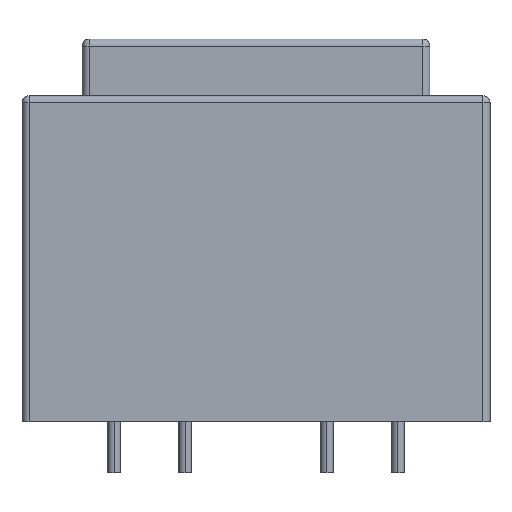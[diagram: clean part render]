
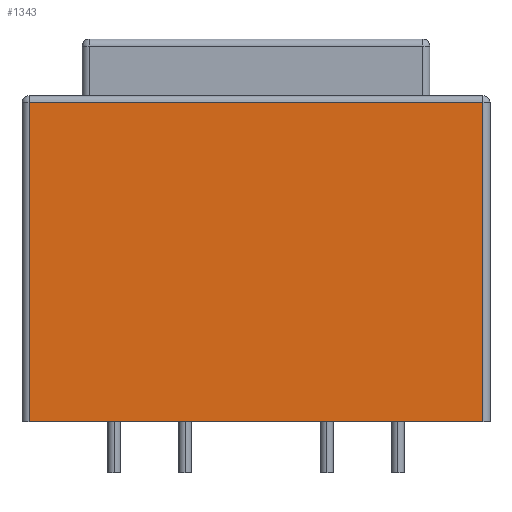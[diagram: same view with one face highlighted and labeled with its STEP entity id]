
A CAD part, left-side view. The second image highlights one B-rep face of the part: STEP entity #1343.
In plain terms, the highlighted planar face has unit normal (-1, 0, 0).
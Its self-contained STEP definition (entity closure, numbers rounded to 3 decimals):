
#978=CARTESIAN_POINT('',(-14.0,-16.0,22.5));
#979=VERTEX_POINT('',#978);
#1004=CARTESIAN_POINT('',(-14.0,16.,22.5));
#1005=VERTEX_POINT('',#1004);
#1045=CARTESIAN_POINT('',(-14.0,16.,22.5));
#1046=DIRECTION('',(0.0,-1.0,0.0));
#1047=VECTOR('',#1046,32.0);
#1048=LINE('',#1045,#1047);
#1049=EDGE_CURVE('',#1005,#979,#1048,.T.);
#1083=CARTESIAN_POINT('',(-14.0,16.,0.0));
#1084=VERTEX_POINT('',#1083);
#1092=CARTESIAN_POINT('',(-14.0,16.0,0.0));
#1093=DIRECTION('',(0.0,0.0,1.0));
#1094=VECTOR('',#1093,22.5);
#1095=LINE('',#1092,#1094);
#1096=EDGE_CURVE('',#1084,#1005,#1095,.T.);
#1113=CARTESIAN_POINT('',(-14.0,-16.0,0.0));
#1114=VERTEX_POINT('',#1113);
#1131=CARTESIAN_POINT('',(-14.0,-16.0,22.5));
#1132=DIRECTION('',(0.0,0.0,-1.0));
#1133=VECTOR('',#1132,22.5);
#1134=LINE('',#1131,#1133);
#1135=EDGE_CURVE('',#979,#1114,#1134,.T.);
#1311=CARTESIAN_POINT('',(-14.0,-16.0,0.0));
#1312=DIRECTION('',(0.0,1.0,0.0));
#1313=VECTOR('',#1312,32.0);
#1314=LINE('',#1311,#1313);
#1315=EDGE_CURVE('',#1114,#1084,#1314,.T.);
#1332=CARTESIAN_POINT('',(-14.0,0.,13.5));
#1333=DIRECTION('',(1.0,0.0,0.0));
#1334=DIRECTION('',(0.0,0.0,-1.0));
#1335=AXIS2_PLACEMENT_3D('',#1332,#1333,#1334);
#1336=PLANE('',#1335);
#1337=ORIENTED_EDGE('',*,*,#1096,.F.);
#1338=ORIENTED_EDGE('',*,*,#1315,.F.);
#1339=ORIENTED_EDGE('',*,*,#1135,.F.);
#1340=ORIENTED_EDGE('',*,*,#1049,.F.);
#1341=EDGE_LOOP('',(#1337,#1338,#1339,#1340));
#1342=FACE_OUTER_BOUND('',#1341,.T.);
#1343=ADVANCED_FACE('',(#1342),#1336,.F.);
